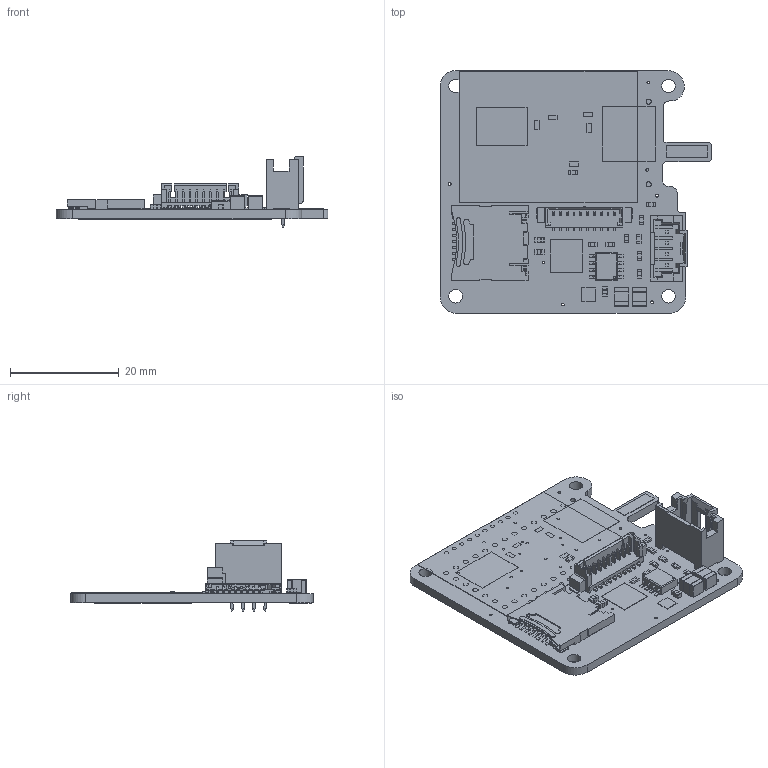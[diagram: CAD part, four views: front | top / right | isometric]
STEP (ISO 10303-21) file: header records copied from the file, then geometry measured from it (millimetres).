
FILE_DESCRIPTION(/* description */ (''),/* implementation_level */ '2;1');
FILE_NAME(/* name */ 'bits3.2 v6.step',/* time_stamp */ '2021-01-11T22:01:01-05:00',/* author */ (''),/* organization */ (''),/* preprocessor_version */ 'ST-DEVELOPER v18.1',/* originating_system */ 'Autodesk Translation Framework v9.7.1.1290',/* authorisation */ '');
FILE_SCHEMA (('AUTOMOTIVE_DESIGN { 1 0 10303 214 3 1 1 }'));
Length unit declared in the file: millimetre
Products named in the file (21): bits3.2; PCB Component; Board; TEENSY_3.1-3.2_OUTER_ROW; 53398-10; 470; Red; MAX-M8; 22; 1.575GHz; 0.2F; RB520S30T1GOSCT-ND; MICRO_SD; ASPI-6045S-560M-TCT-ND; 10 uF; 2.2 uF; LMR16020; DO-214AC; XBEE-PRO; MICROCLASP_4; 53261-04
Assembly tree (33 placements, depth 3):
  bits3.2
    PCB Component
      Board
      TEENSY_3.1-3.2_OUTER_ROW
      53398-10
      470  x9
      Red
      MAX-M8
      22  x3
      1.575GHz
      0.2F
      RB520S30T1GOSCT-ND
      MICRO_SD
      ASPI-6045S-560M-TCT-ND
      10 uF  x3
      2.2 uF  x2
      LMR16020
      DO-214AC
      XBEE-PRO
      MICROCLASP_4
      53261-04
Bounding box: 50.04 x 44.7 x 12.95 mm (x, y, z)
Volume: 4010.6 mm3; surface area: 10247.2 mm2
Topology: 32 solids, 34 shells, 1875 faces, 4844 edges, 3109 vertices
Faces by surface type: plane 1412, cylinder 381, sphere 80, bspline 2
Full cylindrical faces by diameter (mm): 0.3 x1, 0.35 x9, 0.5 x36, 0.8 x24, 0.965 x33, 2.5 x4
Entity records: 50161 total; most frequent: CARTESIAN_POINT 8677, ORIENTED_EDGE 8416, DIRECTION 8100, EDGE_CURVE 4208, LINE 3580, VECTOR 3580, VERTEX_POINT 2733, AXIS2_PLACEMENT_3D 2260
